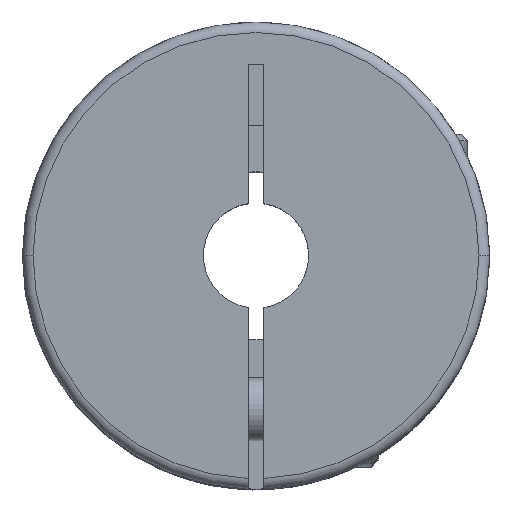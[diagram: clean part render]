
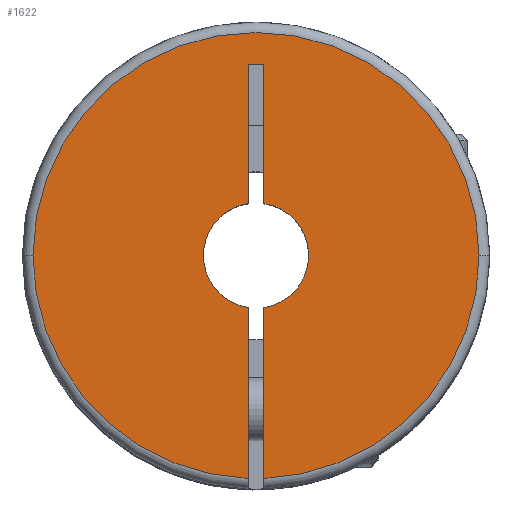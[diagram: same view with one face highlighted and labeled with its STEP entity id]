
A CAD part, top view. The second image highlights one B-rep face of the part: STEP entity #1622.
In plain terms, the highlighted planar face has unit normal (0, 0, 1).
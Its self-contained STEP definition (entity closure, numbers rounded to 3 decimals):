
#39 = EDGE_CURVE ( 'NONE', #2279, #1494, #474, .T. ) ;
#217 = DIRECTION ( 'NONE',  ( 0., 0., -1. ) ) ;
#271 = CIRCLE ( 'NONE', #530, 2.5 ) ;
#280 = CARTESIAN_POINT ( 'NONE',  ( 10.6, 0., 0. ) ) ;
#281 = DIRECTION ( 'NONE',  ( 0., -1., 0. ) ) ;
#288 = DIRECTION ( 'NONE',  ( 0., -1., 0. ) ) ;
#310 = CIRCLE ( 'NONE', #1214, 2.5 ) ;
#319 = AXIS2_PLACEMENT_3D ( 'NONE', #2634, #2095, #281 ) ;
#380 = DIRECTION ( 'NONE',  ( -1., 0., 0. ) ) ;
#382 = EDGE_CURVE ( 'NONE', #2492, #836, #3765, .T. ) ;
#405 = DIRECTION ( 'NONE',  ( 0., 0., -1. ) ) ;
#436 = EDGE_CURVE ( 'NONE', #2598, #572, #2234, .T. ) ;
#474 = LINE ( 'NONE', #1949, #2993 ) ;
#487 = CARTESIAN_POINT ( 'NONE',  ( 0., 0., 0. ) ) ;
#530 = AXIS2_PLACEMENT_3D ( 'NONE', #1402, #217, #1422 ) ;
#561 = CARTESIAN_POINT ( 'NONE',  ( 0.375, -2.472, 0. ) ) ;
#572 = VERTEX_POINT ( 'NONE', #1465 ) ;
#598 = CARTESIAN_POINT ( 'NONE',  ( 0.375, -11.1, 0. ) ) ;
#603 = CARTESIAN_POINT ( 'NONE',  ( 0., 0., 0. ) ) ;
#616 = EDGE_CURVE ( 'NONE', #1519, #3349, #1743, .T. ) ;
#623 = VERTEX_POINT ( 'NONE', #280 ) ;
#638 = CIRCLE ( 'NONE', #1144, 10.6 ) ;
#644 = LINE ( 'NONE', #1280, #1282 ) ;
#673 = CARTESIAN_POINT ( 'NONE',  ( -0.375, -10.593, 0. ) ) ;
#720 = LINE ( 'NONE', #2213, #2288 ) ;
#836 = VERTEX_POINT ( 'NONE', #1069 ) ;
#845 = EDGE_CURVE ( 'NONE', #3521, #2279, #720, .T. ) ;
#979 = ORIENTED_EDGE ( 'NONE', *, *, #382, .T. ) ;
#1041 = CARTESIAN_POINT ( 'NONE',  ( 0.375, 2.472, 0. ) ) ;
#1046 = ORIENTED_EDGE ( 'NONE', *, *, #1742, .T. ) ;
#1063 = ORIENTED_EDGE ( 'NONE', *, *, #436, .F. ) ;
#1069 = CARTESIAN_POINT ( 'NONE',  ( -2.5, 0., 0. ) ) ;
#1144 = AXIS2_PLACEMENT_3D ( 'NONE', #1439, #2030, #3562 ) ;
#1153 = DIRECTION ( 'NONE',  ( 0., 1., 0. ) ) ;
#1165 = AXIS2_PLACEMENT_3D ( 'NONE', #487, #3474, #3515 ) ;
#1214 = AXIS2_PLACEMENT_3D ( 'NONE', #1882, #405, #380 ) ;
#1280 = CARTESIAN_POINT ( 'NONE',  ( -0.375, 9.1, 0. ) ) ;
#1282 = VECTOR ( 'NONE', #3701, 1000. ) ;
#1402 = CARTESIAN_POINT ( 'NONE',  ( 0., 0., 0. ) ) ;
#1422 = DIRECTION ( 'NONE',  ( -1., 0., 0. ) ) ;
#1429 = FACE_OUTER_BOUND ( 'NONE', #3148, .T. ) ;
#1439 = CARTESIAN_POINT ( 'NONE',  ( 0., 0., 0. ) ) ;
#1465 = CARTESIAN_POINT ( 'NONE',  ( -10.6, 0., 0. ) ) ;
#1494 = VERTEX_POINT ( 'NONE', #1704 ) ;
#1519 = VERTEX_POINT ( 'NONE', #3517 ) ;
#1530 = DIRECTION ( 'NONE',  ( 0., 0., -1. ) ) ;
#1536 = ORIENTED_EDGE ( 'NONE', *, *, #845, .F. ) ;
#1577 = ORIENTED_EDGE ( 'NONE', *, *, #2429, .F. ) ;
#1622 = ADVANCED_FACE ( 'NONE', ( #1429 ), #2070, .F. ) ;
#1646 = CARTESIAN_POINT ( 'NONE',  ( 0., 0., 0. ) ) ;
#1698 = ORIENTED_EDGE ( 'NONE', *, *, #2512, .F. ) ;
#1704 = CARTESIAN_POINT ( 'NONE',  ( -0.375, 9.1, 0. ) ) ;
#1734 = AXIS2_PLACEMENT_3D ( 'NONE', #1646, #2533, #2590 ) ;
#1742 = EDGE_CURVE ( 'NONE', #836, #2077, #310, .T. ) ;
#1743 = LINE ( 'NONE', #598, #2611 ) ;
#1834 = CARTESIAN_POINT ( 'NONE',  ( -0.375, 2.472, 0. ) ) ;
#1882 = CARTESIAN_POINT ( 'NONE',  ( 0., 0., 0. ) ) ;
#1949 = CARTESIAN_POINT ( 'NONE',  ( 0.375, 9.1, 0. ) ) ;
#2030 = DIRECTION ( 'NONE',  ( 0., 0., -1. ) ) ;
#2070 = PLANE ( 'NONE',  #319 ) ;
#2077 = VERTEX_POINT ( 'NONE', #1834 ) ;
#2091 = AXIS2_PLACEMENT_3D ( 'NONE', #603, #1530, #3013 ) ;
#2095 = DIRECTION ( 'NONE',  ( 0., 0., -1. ) ) ;
#2213 = CARTESIAN_POINT ( 'NONE',  ( 0.375, -11.1, 0. ) ) ;
#2234 = CIRCLE ( 'NONE', #1734, 10.6 ) ;
#2279 = VERTEX_POINT ( 'NONE', #3511 ) ;
#2288 = VECTOR ( 'NONE', #2552, 1000. ) ;
#2406 = ORIENTED_EDGE ( 'NONE', *, *, #3470, .F. ) ;
#2429 = EDGE_CURVE ( 'NONE', #623, #1519, #638, .T. ) ;
#2470 = CIRCLE ( 'NONE', #2091, 10.6 ) ;
#2484 = LINE ( 'NONE', #2699, #3109 ) ;
#2492 = VERTEX_POINT ( 'NONE', #3524 ) ;
#2512 = EDGE_CURVE ( 'NONE', #2492, #2598, #2484, .T. ) ;
#2533 = DIRECTION ( 'NONE',  ( 0., 0., -1. ) ) ;
#2552 = DIRECTION ( 'NONE',  ( 0., 1., 0. ) ) ;
#2590 = DIRECTION ( 'NONE',  ( -1., 0., 0. ) ) ;
#2598 = VERTEX_POINT ( 'NONE', #673 ) ;
#2611 = VECTOR ( 'NONE', #1153, 1000. ) ;
#2634 = CARTESIAN_POINT ( 'NONE',  ( 0., 0., 0. ) ) ;
#2699 = CARTESIAN_POINT ( 'NONE',  ( -0.375, 9.1, 0. ) ) ;
#2712 = ORIENTED_EDGE ( 'NONE', *, *, #39, .F. ) ;
#2881 = DIRECTION ( 'NONE',  ( -1., 0., 0. ) ) ;
#2993 = VECTOR ( 'NONE', #2881, 1000. ) ;
#3013 = DIRECTION ( 'NONE',  ( -1., 0., 0. ) ) ;
#3028 = ORIENTED_EDGE ( 'NONE', *, *, #3904, .T. ) ;
#3109 = VECTOR ( 'NONE', #288, 1000. ) ;
#3148 = EDGE_LOOP ( 'NONE', ( #1063, #1698, #979, #1046, #2406, #2712, #1536, #3028, #3631, #1577, #3577 ) ) ;
#3326 = EDGE_CURVE ( 'NONE', #572, #623, #2470, .T. ) ;
#3349 = VERTEX_POINT ( 'NONE', #561 ) ;
#3470 = EDGE_CURVE ( 'NONE', #1494, #2077, #644, .T. ) ;
#3474 = DIRECTION ( 'NONE',  ( 0., 0., -1. ) ) ;
#3511 = CARTESIAN_POINT ( 'NONE',  ( 0.375, 9.1, 0. ) ) ;
#3515 = DIRECTION ( 'NONE',  ( -1., 0., 0. ) ) ;
#3517 = CARTESIAN_POINT ( 'NONE',  ( 0.375, -10.593, 0. ) ) ;
#3521 = VERTEX_POINT ( 'NONE', #1041 ) ;
#3524 = CARTESIAN_POINT ( 'NONE',  ( -0.375, -2.472, 0. ) ) ;
#3562 = DIRECTION ( 'NONE',  ( -1., 0., 0. ) ) ;
#3577 = ORIENTED_EDGE ( 'NONE', *, *, #3326, .F. ) ;
#3631 = ORIENTED_EDGE ( 'NONE', *, *, #616, .F. ) ;
#3701 = DIRECTION ( 'NONE',  ( 0., -1., 0. ) ) ;
#3765 = CIRCLE ( 'NONE', #1165, 2.5 ) ;
#3904 = EDGE_CURVE ( 'NONE', #3521, #3349, #271, .T. ) ;
